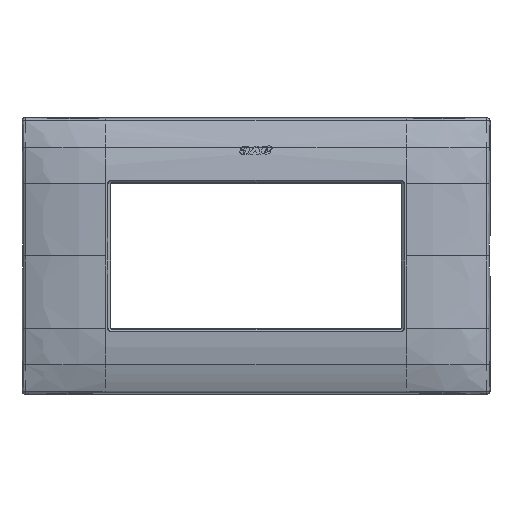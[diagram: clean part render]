
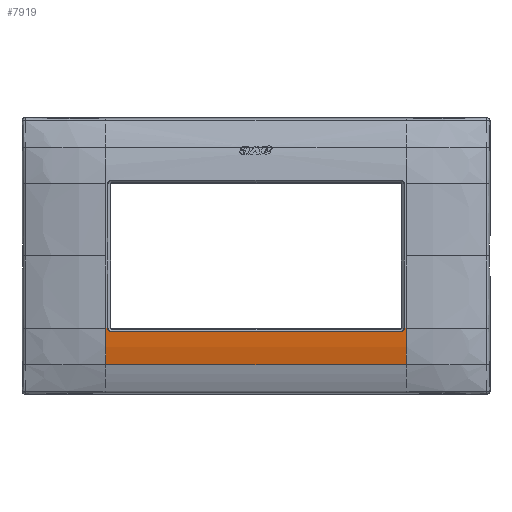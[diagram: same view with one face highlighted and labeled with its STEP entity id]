
A CAD part, top view. The second image highlights one B-rep face of the part: STEP entity #7919.
In plain terms, the highlighted cylindrical face has radius 53.744 mm (diameter 107.489 mm), a partial arc.
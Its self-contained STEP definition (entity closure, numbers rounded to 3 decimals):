
#537=CARTESIAN_POINT('Vertex',(46.697,-22.5,6.)) ;
#543=CARTESIAN_POINT('Control Point',(46.697,-33.75,4.5)) ;
#544=CARTESIAN_POINT('Control Point',(46.697,-30.067,5.395)) ;
#545=CARTESIAN_POINT('Control Point',(46.697,-26.289,5.899)) ;
#546=CARTESIAN_POINT('Control Point',(46.697,-22.5,6.)) ;
#547=CARTESIAN_POINT('Vertex',(46.697,-33.75,4.5)) ;
#1170=CARTESIAN_POINT('Vertex',(-46.697,-33.75,4.5)) ;
#1174=CARTESIAN_POINT('Control Point',(-46.697,-33.75,4.5)) ;
#1175=CARTESIAN_POINT('Control Point',(-46.697,-30.067,5.395)) ;
#1176=CARTESIAN_POINT('Control Point',(-46.697,-26.289,5.899)) ;
#1177=CARTESIAN_POINT('Control Point',(-46.697,-22.5,6.)) ;
#1178=CARTESIAN_POINT('Vertex',(-46.697,-22.5,6.)) ;
#1602=CARTESIAN_POINT('Line Origine',(23.348,-33.75,4.5)) ;
#7832=CARTESIAN_POINT('Axis2P3D Location',(23.348,-21.062,-47.725)) ;
#7837=CARTESIAN_POINT('Line Origine',(0.281,-22.5,6.)) ;
#7841=CARTESIAN_POINT('Vertex',(-46.169,-22.5,6.)) ;
#7844=CARTESIAN_POINT('Line Origine',(0.281,-22.5,6.)) ;
#7848=CARTESIAN_POINT('Vertex',(46.169,-22.5,6.)) ;
#7852=CARTESIAN_POINT('Control Point',(46.167,-22.512,6.)) ;
#7853=CARTESIAN_POINT('Control Point',(46.168,-22.508,6.)) ;
#7854=CARTESIAN_POINT('Control Point',(46.168,-22.504,6.)) ;
#7855=CARTESIAN_POINT('Control Point',(46.169,-22.5,6.)) ;
#7856=CARTESIAN_POINT('Vertex',(46.167,-22.512,6.)) ;
#7860=CARTESIAN_POINT('Control Point',(46.167,-22.512,6.)) ;
#7861=CARTESIAN_POINT('Control Point',(46.16,-22.564,5.998)) ;
#7862=CARTESIAN_POINT('Control Point',(46.149,-22.617,5.997)) ;
#7863=CARTESIAN_POINT('Control Point',(46.137,-22.667,5.995)) ;
#7864=CARTESIAN_POINT('Control Point',(46.111,-22.748,5.993)) ;
#7865=CARTESIAN_POINT('Control Point',(46.079,-22.826,5.99)) ;
#7866=CARTESIAN_POINT('Control Point',(46.066,-22.856,5.989)) ;
#7867=CARTESIAN_POINT('Control Point',(46.009,-22.972,5.985)) ;
#7868=CARTESIAN_POINT('Control Point',(45.938,-23.081,5.981)) ;
#7869=CARTESIAN_POINT('Control Point',(45.877,-23.157,5.979)) ;
#7870=CARTESIAN_POINT('Control Point',(45.742,-23.295,5.973)) ;
#7871=CARTESIAN_POINT('Control Point',(45.584,-23.406,5.968)) ;
#7872=CARTESIAN_POINT('Control Point',(45.501,-23.454,5.966)) ;
#7873=CARTESIAN_POINT('Control Point',(45.384,-23.508,5.964)) ;
#7874=CARTESIAN_POINT('Control Point',(45.263,-23.547,5.962)) ;
#7875=CARTESIAN_POINT('Control Point',(45.232,-23.555,5.961)) ;
#7876=CARTESIAN_POINT('Control Point',(45.141,-23.579,5.96)) ;
#7877=CARTESIAN_POINT('Control Point',(45.048,-23.594,5.96)) ;
#7878=CARTESIAN_POINT('Control Point',(44.987,-23.6,5.959)) ;
#7879=CARTESIAN_POINT('Control Point',(44.924,-23.602,5.959)) ;
#7880=CARTESIAN_POINT('Control Point',(44.863,-23.602,5.959)) ;
#7881=CARTESIAN_POINT('Vertex',(44.863,-23.602,5.959)) ;
#7884=CARTESIAN_POINT('Line Origine',(0.281,-23.602,5.959)) ;
#7888=CARTESIAN_POINT('Vertex',(-44.863,-23.602,5.959)) ;
#7892=CARTESIAN_POINT('Control Point',(-44.863,-23.602,5.959)) ;
#7893=CARTESIAN_POINT('Control Point',(-45.227,-23.602,5.959)) ;
#7894=CARTESIAN_POINT('Control Point',(-45.608,-23.491,5.964)) ;
#7895=CARTESIAN_POINT('Control Point',(-45.918,-23.229,5.977)) ;
#7896=CARTESIAN_POINT('Control Point',(-46.114,-22.882,5.99)) ;
#7897=CARTESIAN_POINT('Control Point',(-46.167,-22.512,6.)) ;
#7898=CARTESIAN_POINT('Vertex',(-46.167,-22.512,6.)) ;
#7902=CARTESIAN_POINT('Control Point',(-46.167,-22.512,6.)) ;
#7903=CARTESIAN_POINT('Control Point',(-46.168,-22.508,6.)) ;
#7904=CARTESIAN_POINT('Control Point',(-46.168,-22.504,6.)) ;
#7905=CARTESIAN_POINT('Control Point',(-46.169,-22.5,6.)) ;
#1603=DIRECTION('Vector Direction',(-1.,0.,0.)) ;
#7833=DIRECTION('Axis2P3D Direction',(-1.,0.,0.)) ;
#7834=DIRECTION('Axis2P3D XDirection',(0.,-0.236,0.972)) ;
#7838=DIRECTION('Vector Direction',(-1.,0.,0.)) ;
#7845=DIRECTION('Vector Direction',(-1.,0.,0.)) ;
#7885=DIRECTION('Vector Direction',(-1.,0.,0.)) ;
#7835=AXIS2_PLACEMENT_3D('Cylinder Axis2P3D',#7832,#7833,#7834) ;
#7908=ORIENTED_EDGE('',*,*,#7843,.T.) ;
#7909=ORIENTED_EDGE('',*,*,#1180,.F.) ;
#7910=ORIENTED_EDGE('',*,*,#1606,.F.) ;
#7911=ORIENTED_EDGE('',*,*,#549,.T.) ;
#7912=ORIENTED_EDGE('',*,*,#7850,.T.) ;
#7913=ORIENTED_EDGE('',*,*,#7858,.F.) ;
#7914=ORIENTED_EDGE('',*,*,#7883,.F.) ;
#7915=ORIENTED_EDGE('',*,*,#7890,.F.) ;
#7916=ORIENTED_EDGE('',*,*,#7900,.F.) ;
#7917=ORIENTED_EDGE('',*,*,#7906,.F.) ;
#1604=VECTOR('Line Direction',#1603,1.) ;
#7839=VECTOR('Line Direction',#7838,1.) ;
#7846=VECTOR('Line Direction',#7845,1.) ;
#7886=VECTOR('Line Direction',#7885,1.) ;
#7919=ADVANCED_FACE('PLACCA',(#7918),#7836,.T.) ;
#542=B_SPLINE_CURVE_WITH_KNOTS('',3,(#543,#544,#545,#546),.UNSPECIFIED.,.F.,.U.,(4,4),(71.539,82.91),.UNSPECIFIED.) ;
#1173=B_SPLINE_CURVE_WITH_KNOTS('',3,(#1174,#1175,#1176,#1177),.UNSPECIFIED.,.F.,.U.,(4,4),(71.539,82.91),.UNSPECIFIED.) ;
#7851=B_SPLINE_CURVE_WITH_KNOTS('',3,(#7852,#7853,#7854,#7855),.UNSPECIFIED.,.F.,.U.,(4,4),(0.,0.017),.UNSPECIFIED.) ;
#7859=B_SPLINE_CURVE_WITH_KNOTS('',5,(#7860,#7861,#7862,#7863,#7864,#7865,#7866,#7867,#7868,#7869,#7870,#7871,#7872,#7873,#7874,#7875,#7876,#7877,#7878,#7879,#7880),.UNSPECIFIED.,.F.,.U.,(6,3,3,3,3,3,6),(0.941,1.314,1.543,2.231,2.915,3.143,3.587),.UNSPECIFIED.) ;
#7891=B_SPLINE_CURVE_WITH_KNOTS('',5,(#7892,#7893,#7894,#7895,#7896,#7897),.UNSPECIFIED.,.F.,.U.,(6,6),(0.736,3.38),.UNSPECIFIED.) ;
#7901=B_SPLINE_CURVE_WITH_KNOTS('',3,(#7902,#7903,#7904,#7905),.UNSPECIFIED.,.F.,.U.,(4,4),(0.273,0.29),.UNSPECIFIED.) ;
#7836=CYLINDRICAL_SURFACE('generated cylinder',#7835,53.744) ;
#549=EDGE_CURVE('',#548,#538,#542,.T.) ;
#1180=EDGE_CURVE('',#1171,#1179,#1173,.T.) ;
#1606=EDGE_CURVE('',#548,#1171,#1605,.T.) ;
#7843=EDGE_CURVE('',#7842,#1179,#7840,.T.) ;
#7850=EDGE_CURVE('',#538,#7849,#7847,.T.) ;
#7858=EDGE_CURVE('',#7857,#7849,#7851,.T.) ;
#7883=EDGE_CURVE('',#7882,#7857,#7859,.F.) ;
#7890=EDGE_CURVE('',#7889,#7882,#7887,.F.) ;
#7900=EDGE_CURVE('',#7899,#7889,#7891,.F.) ;
#7906=EDGE_CURVE('',#7842,#7899,#7901,.F.) ;
#7907=EDGE_LOOP('',(#7908,#7909,#7910,#7911,#7912,#7913,#7914,#7915,#7916,#7917)) ;
#7918=FACE_OUTER_BOUND('',#7907,.T.) ;
#1605=LINE('Line',#1602,#1604) ;
#7840=LINE('Line',#7837,#7839) ;
#7847=LINE('Line',#7844,#7846) ;
#7887=LINE('Line',#7884,#7886) ;
#538=VERTEX_POINT('',#537) ;
#548=VERTEX_POINT('',#547) ;
#1171=VERTEX_POINT('',#1170) ;
#1179=VERTEX_POINT('',#1178) ;
#7842=VERTEX_POINT('',#7841) ;
#7849=VERTEX_POINT('',#7848) ;
#7857=VERTEX_POINT('',#7856) ;
#7882=VERTEX_POINT('',#7881) ;
#7889=VERTEX_POINT('',#7888) ;
#7899=VERTEX_POINT('',#7898) ;
